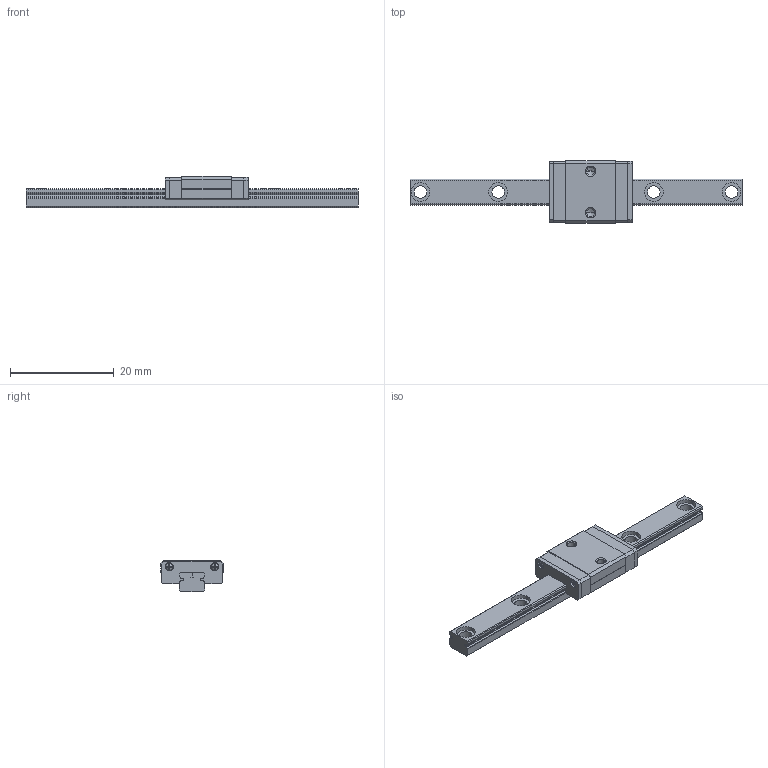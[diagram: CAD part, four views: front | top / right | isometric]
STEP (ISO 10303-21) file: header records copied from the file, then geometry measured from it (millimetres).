
FILE_DESCRIPTION (( 'STEP AP214' ), '1' );
FILE_NAME ('small_slider.STEP', '2024-01-17T19:08:32', ( '' ), ( '' ), 'SwSTEP 2.0', 'SolidWorks 2022', '' );
FILE_SCHEMA (( 'AUTOMOTIVE_DESIGN' ));
Length unit declared in the file: millimetre
Products named in the file (3): small_slider; MGNR5R70CM-Rail_По умолчанию; MGN5CZFC-Block_默认
Assembly tree (2 placements, depth 2):
  small_slider
    MGN5CZFC-Block_默认
    MGNR5R70CM-Rail_По умолчанию
Bounding box: 64 x 12 x 6 mm (x, y, z)
Volume: 1647.4 mm3; surface area: 2432.4 mm2
Topology: 10 solids, 10 shells, 339 faces, 912 edges, 602 vertices
Faces by surface type: plane 182, cylinder 121, cone 20, sphere 16
Entity records: 10874 total; most frequent: DIRECTION 1926, CARTESIAN_POINT 1854, ORIENTED_EDGE 1816, EDGE_CURVE 908, AXIS2_PLACEMENT_3D 674, VERTEX_POINT 602, LINE 578, VECTOR 578
